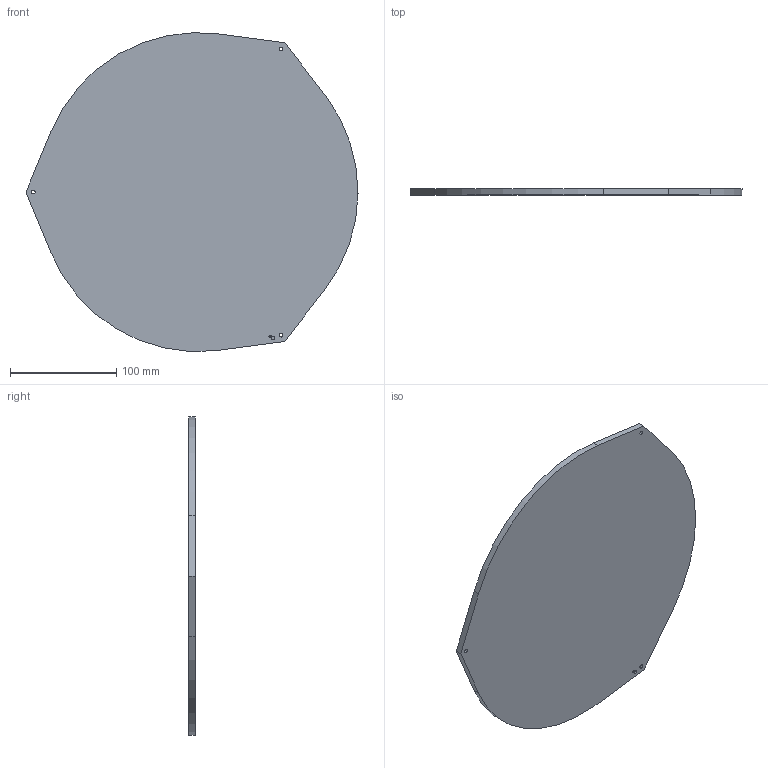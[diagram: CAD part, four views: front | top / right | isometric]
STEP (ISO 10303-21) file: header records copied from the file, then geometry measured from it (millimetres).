
FILE_DESCRIPTION(/* description */ (''),/* implementation_level */ '2;1');
FILE_NAME(/* name */ 'printbed.step',/* time_stamp */ '2018-02-13T20:45:11+01:00',/* author */ (''),/* organization */ (''),/* preprocessor_version */ 'ST-DEVELOPER v16.13',/* originating_system */ 'Autodesk Translation Framework v6.5.0.72',/* authorisation */ '');
FILE_SCHEMA (('AUTOMOTIVE_DESIGN { 1 0 10303 214 3 1 1 }'));
Length unit declared in the file: millimetre
Products named in the file (2): Printbed; Printbed_1
Assembly tree (1 placements, depth 2):
  Printbed
    Printbed_1
Bounding box: 312.2 x 6 x 299.65 mm (x, y, z)
Volume: 432379.2 mm3; surface area: 150186.7 mm2
Topology: 1 solids, 1 shells, 21 faces, 48 edges, 31 vertices
Faces by surface type: plane 10, cylinder 8, cone 3
Full cylindrical faces by diameter (mm): 2 x1, 3 x1, 3.5 x3
Entity records: 669 total; most frequent: DIRECTION 115, CARTESIAN_POINT 103, ORIENTED_EDGE 96, EDGE_CURVE 48, AXIS2_PLACEMENT_3D 43, VERTEX_POINT 31, EDGE_LOOP 29, LINE 29
